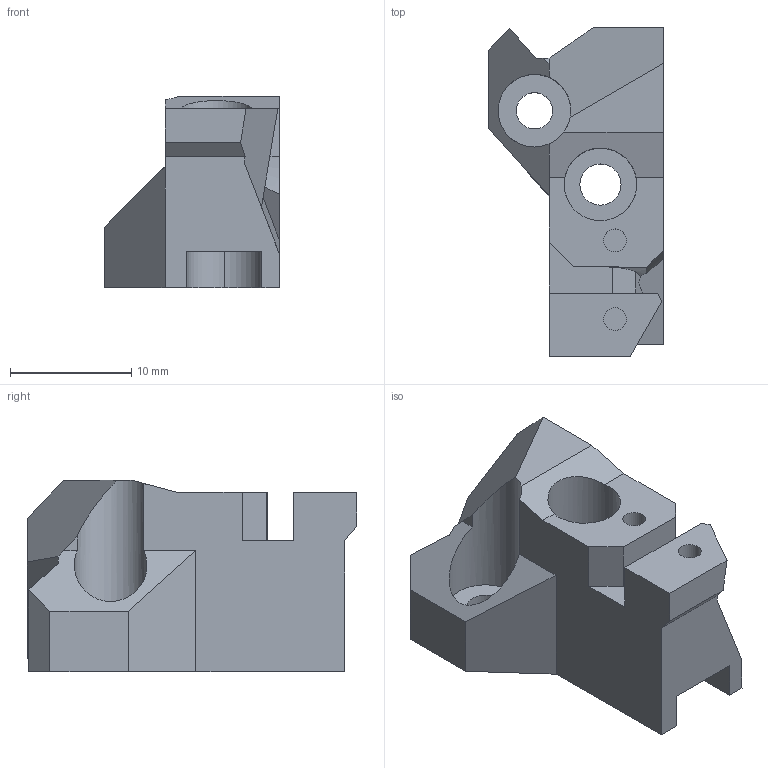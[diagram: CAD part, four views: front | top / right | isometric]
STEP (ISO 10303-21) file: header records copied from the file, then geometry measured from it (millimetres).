
FILE_DESCRIPTION(/* description */ (''),/* implementation_level */ '2;1');
FILE_NAME(/* name */ 'TAP Endstop v4.step',/* time_stamp */ '2023-08-10T07:58:36-07:00',/* author */ (''),/* organization */ (''),/* preprocessor_version */ 'ST-DEVELOPER v20',/* originating_system */ 'Autodesk Translation Framework v12.9.0.99',/* authorisation */ '');
FILE_SCHEMA (('AUTOMOTIVE_DESIGN { 1 0 10303 214 3 1 1 }'));
Length unit declared in the file: millimetre
Products named in the file (2): TAP Endstop; Endstop v1
Assembly tree (1 placements, depth 2):
  TAP Endstop
    Endstop v1
Bounding box: 14.45 x 27.2 x 15.8 mm (x, y, z)
Volume: 2888.5 mm3; surface area: 2204.2 mm2
Topology: 1 solids, 1 shells, 64 faces, 168 edges, 109 vertices
Faces by surface type: plane 53, cylinder 8, bspline 3
Full cylindrical faces by diameter (mm): 1.9 x2, 3 x1, 3.4 x1, 6 x2
Entity records: 2410 total; most frequent: CARTESIAN_POINT 771, ORIENTED_EDGE 336, DIRECTION 309, EDGE_CURVE 168, LINE 137, VECTOR 137, VERTEX_POINT 109, AXIS2_PLACEMENT_3D 86
